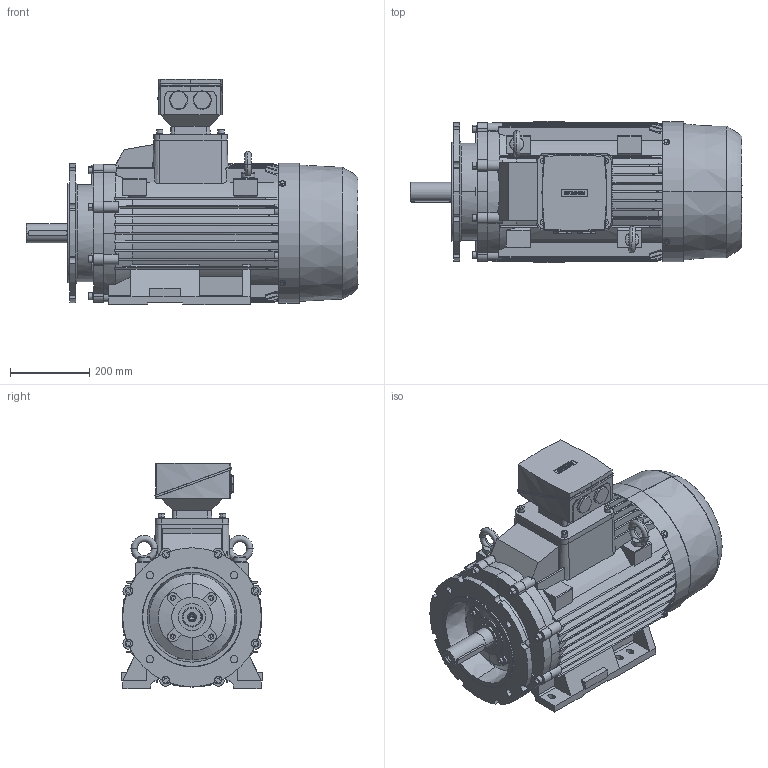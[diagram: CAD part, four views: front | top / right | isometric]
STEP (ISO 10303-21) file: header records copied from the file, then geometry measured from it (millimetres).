
FILE_DESCRIPTION(('STEP AP214'),'1');
FILE_NAME('cctmp_12C4DC13-331B-4BB7-911E-4874FC7D0AF4_2023_06_27_10_53_17_0676..stp','2023-06-27T08:53:19',('SIEMENS A&D'),('CADClick - www.CADClick.com'),'Spatial InterOp 3D',' ','unknown authorization');
FILE_SCHEMA(('AUTOMOTIVE_DESIGN'));
Length unit declared in the file: millimetre
Products named in the file (33): cc_unnamed; 2023_06_27_10_53_17_0614; 2023_06_27_10_53_17_0583; 2023_06_27_10_53_17_0551; 2023_06_27_10_53_17_0520; 2023_06_27_10_53_17_0489; 2023_06_27_10_53_17_0458; 2023_06_27_10_53_17_0426; 2023_06_27_10_53_17_0395; 2023_06_27_10_53_17_0364; 2023_06_27_10_53_17_0333; 2023_06_27_10_53_17_0301; 2023_06_27_10_53_17_0270; 2023_06_27_10_53_17_0239; 2023_06_27_10_53_17_0208; 2023_06_27_10_53_17_0176; 2023_06_27_10_53_17_0145; 2023_06_27_10_53_17_0114; 2023_06_27_10_53_17_0083; 2023_06_27_10_53_17_0051; 2023_06_27_10_53_17_0020; 2023_06_27_10_53_16_0989; 2023_06_27_10_53_16_0958; 2023_06_27_10_53_16_0926; 2023_06_27_10_53_16_0895; 2023_06_27_10_53_16_0864; 2023_06_27_10_53_16_0833; 2023_06_27_10_53_16_0801; 2023_06_27_10_53_16_0770; 2023_06_27_10_53_16_0739; 2023_06_27_10_53_16_0708; 2023_06_27_10_53_16_0676; 2023_06_27_10_53_16_0645
Assembly tree (32 placements, depth 2):
  cc_unnamed
    2023_06_27_10_53_17_0614
    2023_06_27_10_53_17_0583
    2023_06_27_10_53_17_0551
    2023_06_27_10_53_17_0520
    2023_06_27_10_53_17_0489
    2023_06_27_10_53_17_0458
    2023_06_27_10_53_17_0426
    2023_06_27_10_53_17_0395
    2023_06_27_10_53_17_0364
    2023_06_27_10_53_17_0333
    2023_06_27_10_53_17_0301
    2023_06_27_10_53_17_0270
    2023_06_27_10_53_17_0239
    2023_06_27_10_53_17_0208
    2023_06_27_10_53_17_0176
    2023_06_27_10_53_17_0145
    2023_06_27_10_53_17_0114
    2023_06_27_10_53_17_0083
    2023_06_27_10_53_17_0051
    2023_06_27_10_53_17_0020
    2023_06_27_10_53_16_0989
    2023_06_27_10_53_16_0958
    2023_06_27_10_53_16_0926
    2023_06_27_10_53_16_0895
    2023_06_27_10_53_16_0864
    2023_06_27_10_53_16_0833
    2023_06_27_10_53_16_0801
    2023_06_27_10_53_16_0770
    2023_06_27_10_53_16_0739
    2023_06_27_10_53_16_0708
    2023_06_27_10_53_16_0676
    2023_06_27_10_53_16_0645
Bounding box: 838 x 357 x 568 mm (x, y, z)
Volume: 55049287.8 mm3; surface area: 2655820.7 mm2
Topology: 32 solids, 32 shells, 2124 faces, 5978 edges, 3943 vertices
Faces by surface type: cylinder 1193, plane 687, cone 186, torus 58
Entity records: 91859 total; most frequent: CARTESIAN_POINT 16465, DIRECTION 12682, ORIENTED_EDGE 11952, EDGE_CURVE 5976, AXIS2_PLACEMENT_3D 4969, VERTEX_POINT 3943, CIRCLE 2762, LINE 2744
